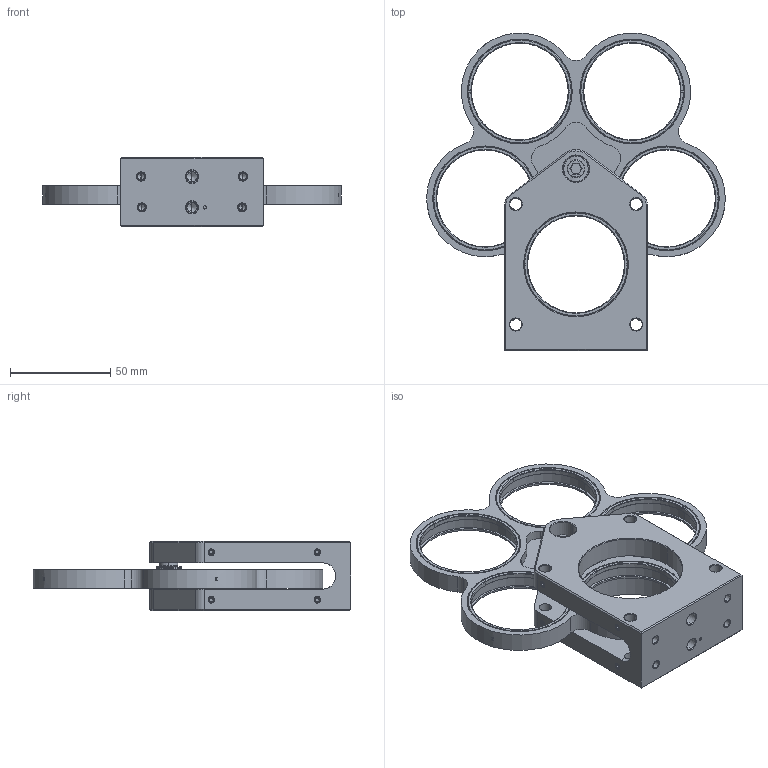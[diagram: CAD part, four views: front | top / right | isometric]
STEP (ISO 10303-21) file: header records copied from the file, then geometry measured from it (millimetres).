
FILE_DESCRIPTION (( 'STEP AP214' ), '1' );
FILE_NAME ('19522-E0W.STEP', '2015-10-28T12:51:33', ( 'admin' ), ( '' ), 'SwSTEP 2.0', 'SolidWorks 2014', '' );
FILE_SCHEMA (( 'AUTOMOTIVE_DESIGN' ));
Length unit declared in the file: millimetre
Products named in the file (1): 19522-E0W
Bounding box: 148.83 x 158.32 x 34.42 mm (x, y, z)
Volume: 132730.6 mm3; surface area: 61999.2 mm2
Topology: 21 solids, 21 shells, 782 faces, 1871 edges, 1148 vertices
Faces by surface type: plane 311, cylinder 222, cone 200, bspline 43, sphere 4, torus 2
Entity records: 35385 total; most frequent: CARTESIAN_POINT 8537, DIRECTION 3765, ORIENTED_EDGE 3654, EDGE_CURVE 1827, AXIS2_PLACEMENT_3D 1418, VERTEX_POINT 1146, VECTOR 929, LINE 929
